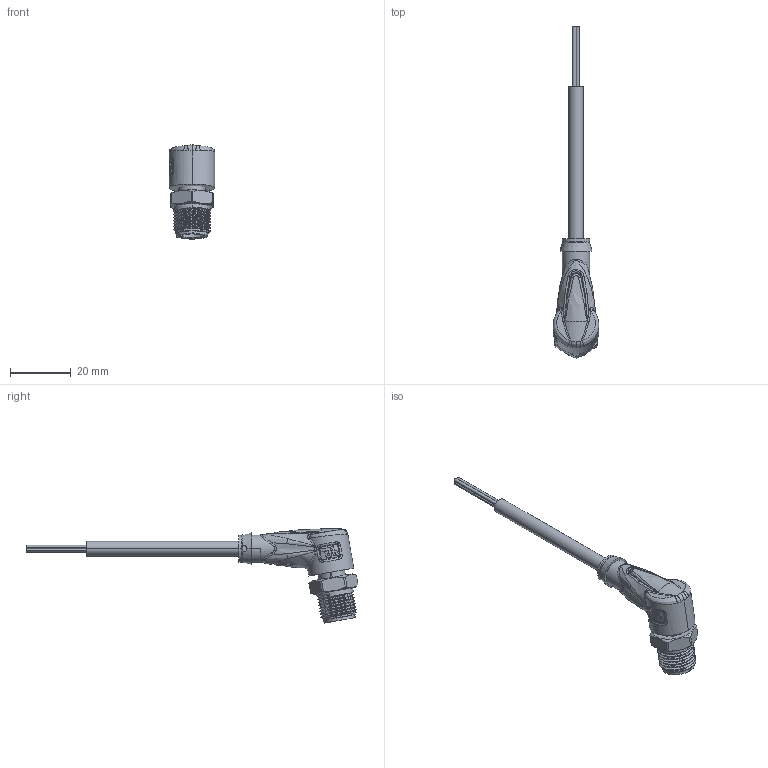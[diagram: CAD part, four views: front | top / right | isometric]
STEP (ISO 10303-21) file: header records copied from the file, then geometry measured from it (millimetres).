
FILE_DESCRIPTION(('STEP AP214'),'1');
FILE_NAME('cctmp_9A9CE72B-587E-4A28-B3B5-111DABBCF165_2022_04_27_10_32_28_0886..stp','2022-04-27T08:32:33',('KiM GmbH'),('CADClick - www.CADClick.com'),'Spatial InterOp 3D postprocessed',' ','unknown authorization');
FILE_SCHEMA(('AUTOMOTIVE_DESIGN'));
Length unit declared in the file: millimetre
Products named in the file (7): T195715_1; Connection2; Cable; Connection1; Connection1_2; Connection1_1; T195715
Assembly tree (6 placements, depth 4):
  T195715
    T195715_1
      Connection2
      Cable
      Connection1
        Connection1_2
        Connection1_1
Bounding box: 15 x 109.11 x 30.94 mm (x, y, z)
Volume: 6812 mm3; surface area: 5490 mm2
Topology: 8 solids, 10 shells, 829 faces, 2166 edges, 1385 vertices
Faces by surface type: plane 349, cylinder 264, bspline 123, cone 57, torus 24, sphere 8, extrusion 4
Entity records: 40266 total; most frequent: CARTESIAN_POINT 18019, ORIENTED_EDGE 4310, DIRECTION 3773, EDGE_CURVE 2155, VERTEX_POINT 1385, AXIS2_PLACEMENT_3D 1321, VECTOR 1131, LINE 1127
